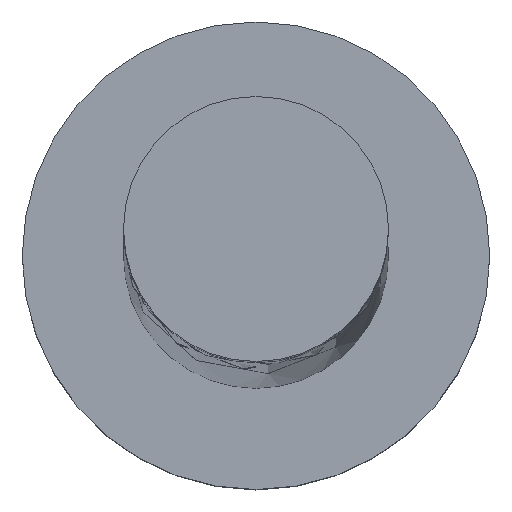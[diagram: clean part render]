
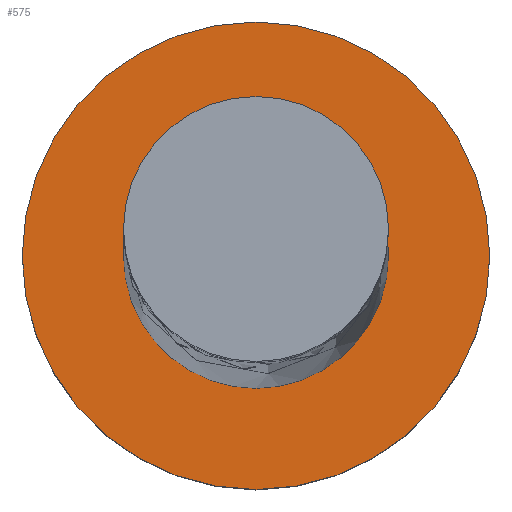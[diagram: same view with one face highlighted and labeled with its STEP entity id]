
A CAD part, top view. The second image highlights one B-rep face of the part: STEP entity #575.
In plain terms, the highlighted planar face has unit normal (0, 0, 1).
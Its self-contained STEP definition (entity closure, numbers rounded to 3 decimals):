
#30 = AXIS2_PLACEMENT_3D ( 'NONE', #94, #1262, #940 ) ;
#31 = VERTEX_POINT ( 'NONE', #302 ) ;
#94 = CARTESIAN_POINT ( 'NONE',  ( 0., 0., 1.5 ) ) ;
#137 = ORIENTED_EDGE ( 'NONE', *, *, #1249, .T. ) ;
#215 = CARTESIAN_POINT ( 'NONE',  ( 1.5, 0., 1.5 ) ) ;
#245 = AXIS2_PLACEMENT_3D ( 'NONE', #1236, #1158, #856 ) ;
#260 = VERTEX_POINT ( 'NONE', #215 ) ;
#297 = FACE_OUTER_BOUND ( 'NONE', #578, .T. ) ;
#302 = CARTESIAN_POINT ( 'NONE',  ( -1.5, 0., 1.5 ) ) ;
#359 = ORIENTED_EDGE ( 'NONE', *, *, #655, .F. ) ;
#360 = AXIS2_PLACEMENT_3D ( 'NONE', #843, #1059, #1367 ) ;
#379 = CIRCLE ( 'NONE', #1322, 0.85 ) ;
#442 = ORIENTED_EDGE ( 'NONE', *, *, #819, .T. ) ;
#445 = CIRCLE ( 'NONE', #1250, 1.5 ) ;
#575 = ADVANCED_FACE ( 'NONE', ( #633, #297 ), #954, .T. ) ;
#578 = EDGE_LOOP ( 'NONE', ( #442, #137 ) ) ;
#585 = VERTEX_POINT ( 'NONE', #844 ) ;
#619 = DIRECTION ( 'NONE',  ( 0., 0., 1. ) ) ;
#633 = FACE_BOUND ( 'NONE', #914, .T. ) ;
#655 = EDGE_CURVE ( 'NONE', #585, #1288, #1208, .T. ) ;
#665 = CARTESIAN_POINT ( 'NONE',  ( 0., 0., 1.5 ) ) ;
#819 = EDGE_CURVE ( 'NONE', #31, #260, #445, .T. ) ;
#843 = CARTESIAN_POINT ( 'NONE',  ( 0., 0., 1.5 ) ) ;
#844 = CARTESIAN_POINT ( 'NONE',  ( 0.85, 0., 1.5 ) ) ;
#856 = DIRECTION ( 'NONE',  ( 1., 0., 0. ) ) ;
#914 = EDGE_LOOP ( 'NONE', ( #935, #359 ) ) ;
#931 = CARTESIAN_POINT ( 'NONE',  ( -0.85, 0., 1.5 ) ) ;
#935 = ORIENTED_EDGE ( 'NONE', *, *, #948, .F. ) ;
#940 = DIRECTION ( 'NONE',  ( 1., 0., 0. ) ) ;
#948 = EDGE_CURVE ( 'NONE', #1288, #585, #379, .T. ) ;
#954 = PLANE ( 'NONE',  #245 ) ;
#999 = DIRECTION ( 'NONE',  ( 1., 0., 0. ) ) ;
#1059 = DIRECTION ( 'NONE',  ( 0., 0., 1. ) ) ;
#1061 = CARTESIAN_POINT ( 'NONE',  ( 0., 0., 1.5 ) ) ;
#1080 = DIRECTION ( 'NONE',  ( 1., 0., 0. ) ) ;
#1158 = DIRECTION ( 'NONE',  ( 0., 0., 1. ) ) ;
#1208 = CIRCLE ( 'NONE', #30, 0.85 ) ;
#1236 = CARTESIAN_POINT ( 'NONE',  ( 0., 0., 1.5 ) ) ;
#1249 = EDGE_CURVE ( 'NONE', #260, #31, #1347, .T. ) ;
#1250 = AXIS2_PLACEMENT_3D ( 'NONE', #1061, #619, #1080 ) ;
#1262 = DIRECTION ( 'NONE',  ( 0., 0., 1. ) ) ;
#1275 = DIRECTION ( 'NONE',  ( 0., 0., 1. ) ) ;
#1288 = VERTEX_POINT ( 'NONE', #931 ) ;
#1322 = AXIS2_PLACEMENT_3D ( 'NONE', #665, #1275, #999 ) ;
#1347 = CIRCLE ( 'NONE', #360, 1.5 ) ;
#1367 = DIRECTION ( 'NONE',  ( 1., 0., 0. ) ) ;
